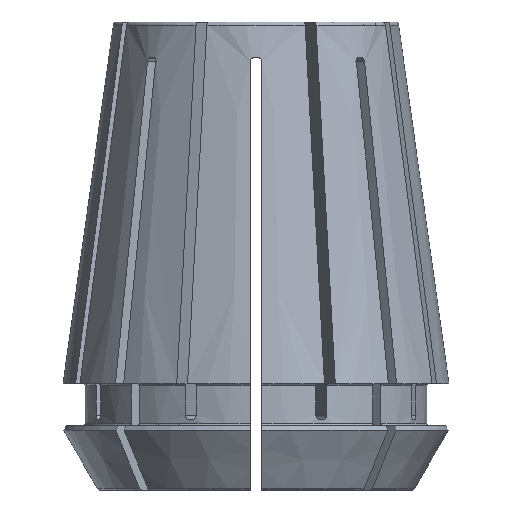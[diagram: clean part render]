
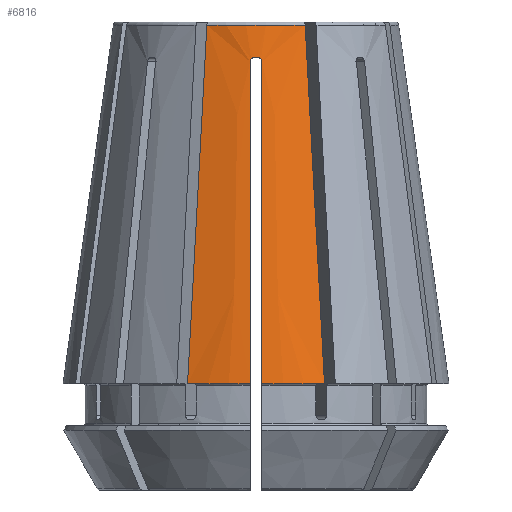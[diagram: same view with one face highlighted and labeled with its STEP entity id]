
A CAD part, front view. The second image highlights one B-rep face of the part: STEP entity #6816.
In plain terms, the highlighted conical face has half-angle 8 degrees and reference radius 16.5 mm.
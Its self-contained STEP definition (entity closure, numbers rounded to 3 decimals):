
#34=CARTESIAN_POINT('',(4.2,-11.447,39.942));
#35=VERTEX_POINT('',#34);
#52=CARTESIAN_POINT('',(-4.2,-11.447,39.942));
#53=VERTEX_POINT('',#52);
#61=CARTESIAN_POINT('',(0.,0.,39.942));
#62=DIRECTION('',(0.,0.,1.));
#63=DIRECTION('',(1.,0.,-0.));
#64=AXIS2_PLACEMENT_3D('',#61,#62,#63);
#65=CIRCLE('',#64,12.194);
#66=EDGE_CURVE('',#53,#35,#65,.T.);
#164=CARTESIAN_POINT('',(5.849,-15.428,9.3));
#165=VERTEX_POINT('',#164);
#172=CARTESIAN_POINT('',(0.5,-16.492,9.3));
#173=VERTEX_POINT('',#172);
#174=CARTESIAN_POINT('',(0.,0.,9.3));
#175=DIRECTION('',(0.,0.,1.));
#176=DIRECTION('',(1.,0.,-0.));
#177=AXIS2_PLACEMENT_3D('',#174,#175,#176);
#178=CIRCLE('',#177,16.5);
#179=EDGE_CURVE('',#173,#165,#178,.T.);
#3583=CARTESIAN_POINT('',(-0.5,-16.492,9.3));
#3584=VERTEX_POINT('',#3583);
#3591=CARTESIAN_POINT('',(-5.849,-15.428,9.3));
#3592=VERTEX_POINT('',#3591);
#3593=CARTESIAN_POINT('',(0.,0.,9.3));
#3594=DIRECTION('',(0.,0.,1.));
#3595=DIRECTION('',(1.,0.,-0.));
#3596=AXIS2_PLACEMENT_3D('',#3593,#3594,#3595);
#3597=CIRCLE('',#3596,16.5);
#3598=EDGE_CURVE('',#3592,#3584,#3597,.T.);
#4472=CARTESIAN_POINT('',(0.1,-12.579,37.2));
#4473=VERTEX_POINT('',#4472);
#4480=CARTESIAN_POINT('',(-0.1,-12.579,37.2));
#4481=VERTEX_POINT('',#4480);
#4482=CARTESIAN_POINT('',(0.,0.,37.2));
#4483=DIRECTION('',(0.,0.,-1.));
#4484=DIRECTION('',(-1.,0.,0.));
#4485=AXIS2_PLACEMENT_3D('',#4482,#4483,#4484);
#4486=CIRCLE('',#4485,12.579);
#4487=EDGE_CURVE('',#4473,#4481,#4486,.T.);
#4513=CARTESIAN_POINT('',(-0.5,-12.625,36.8));
#4514=VERTEX_POINT('',#4513);
#4521=CARTESIAN_POINT('',(-0.5,-12.625,36.8));
#4522=CARTESIAN_POINT('',(-0.5,-12.766,35.802));
#4523=CARTESIAN_POINT('',(-0.5,-12.906,34.805));
#4524=CARTESIAN_POINT('',(-0.5,-13.046,33.807));
#4525=CARTESIAN_POINT('',(-0.5,-14.11,26.241));
#4526=CARTESIAN_POINT('',(-0.5,-15.174,18.675));
#4527=CARTESIAN_POINT('',(-0.5,-16.238,11.109));
#4528=CARTESIAN_POINT('',(-0.5,-16.323,10.506));
#4529=CARTESIAN_POINT('',(-0.5,-16.408,9.903));
#4530=CARTESIAN_POINT('',(-0.5,-16.492,9.3));
#4531=B_SPLINE_CURVE_WITH_KNOTS('',3,(#4521,#4522,#4523,#4524,#4525,#4526,#4527,#4528,#4529,#4530),.UNSPECIFIED.,.F.,.F.,(4,3,3,4),(0.02,0.023,0.046,0.048),.UNSPECIFIED.);
#4532=EDGE_CURVE('',#4514,#3584,#4531,.T.);
#5196=CARTESIAN_POINT('',(4.2,-11.447,39.942));
#5197=CARTESIAN_POINT('',(4.581,-12.366,32.875));
#5198=CARTESIAN_POINT('',(4.961,-13.284,25.809));
#5199=CARTESIAN_POINT('',(5.341,-14.202,18.743));
#5200=CARTESIAN_POINT('',(5.511,-14.611,15.595));
#5201=CARTESIAN_POINT('',(5.68,-15.019,12.448));
#5202=CARTESIAN_POINT('',(5.849,-15.428,9.3));
#5203=B_SPLINE_CURVE_WITH_KNOTS('',3,(#5196,#5197,#5198,#5199,#5200,#5201,#5202),.UNSPECIFIED.,.F.,.F.,(4,3,4),(0.,0.021,0.031),.UNSPECIFIED.);
#5204=EDGE_CURVE('',#35,#165,#5203,.T.);
#5216=CARTESIAN_POINT('',(0.5,-12.625,36.8));
#5217=VERTEX_POINT('',#5216);
#5218=CARTESIAN_POINT('',(0.1,-12.579,37.2));
#5219=CARTESIAN_POINT('',(0.312,-12.577,37.2));
#5220=CARTESIAN_POINT('',(0.5,-12.596,37.01));
#5221=CARTESIAN_POINT('',(0.5,-12.625,36.8));
#5222=B_SPLINE_CURVE_WITH_KNOTS('',3,(#5218,#5219,#5220,#5221),.UNSPECIFIED.,.F.,.F.,(4,4),(0.,0.001),.UNSPECIFIED.);
#5223=EDGE_CURVE('',#4473,#5217,#5222,.T.);
#5814=CARTESIAN_POINT('',(-0.5,-12.625,36.8));
#5815=CARTESIAN_POINT('',(-0.5,-12.596,37.01));
#5816=CARTESIAN_POINT('',(-0.312,-12.577,37.2));
#5817=CARTESIAN_POINT('',(-0.1,-12.579,37.2));
#5818=B_SPLINE_CURVE_WITH_KNOTS('',3,(#5814,#5815,#5816,#5817),.UNSPECIFIED.,.F.,.F.,(4,4),(0.,0.001),.UNSPECIFIED.);
#5819=EDGE_CURVE('',#4514,#4481,#5818,.T.);
#6778=CARTESIAN_POINT('',(0.,0.,9.3));
#6779=DIRECTION('',(0.,0.,-1.));
#6780=DIRECTION('',(-1.,0.,0.));
#6781=AXIS2_PLACEMENT_3D('',#6778,#6779,#6780);
#6782=CONICAL_SURFACE('',#6781,16.5,8.);
#6783=ORIENTED_EDGE('',*,*,#5204,.F.);
#6784=ORIENTED_EDGE('',*,*,#66,.F.);
#6785=CARTESIAN_POINT('',(-4.2,-11.447,39.942));
#6786=CARTESIAN_POINT('',(-4.581,-12.366,32.875));
#6787=CARTESIAN_POINT('',(-4.961,-13.284,25.809));
#6788=CARTESIAN_POINT('',(-5.341,-14.202,18.743));
#6789=CARTESIAN_POINT('',(-5.511,-14.611,15.595));
#6790=CARTESIAN_POINT('',(-5.68,-15.019,12.448));
#6791=CARTESIAN_POINT('',(-5.849,-15.428,9.3));
#6792=B_SPLINE_CURVE_WITH_KNOTS('',3,(#6785,#6786,#6787,#6788,#6789,#6790,#6791),.UNSPECIFIED.,.F.,.F.,(4,3,4),(0.,0.021,0.031),.UNSPECIFIED.);
#6793=EDGE_CURVE('',#53,#3592,#6792,.T.);
#6794=ORIENTED_EDGE('',*,*,#6793,.T.);
#6795=ORIENTED_EDGE('',*,*,#3598,.T.);
#6796=ORIENTED_EDGE('',*,*,#4532,.F.);
#6797=ORIENTED_EDGE('',*,*,#5819,.T.);
#6798=ORIENTED_EDGE('',*,*,#4487,.F.);
#6799=ORIENTED_EDGE('',*,*,#5223,.T.);
#6800=CARTESIAN_POINT('',(0.5,-12.625,36.8));
#6801=CARTESIAN_POINT('',(0.5,-12.766,35.802));
#6802=CARTESIAN_POINT('',(0.5,-12.906,34.805));
#6803=CARTESIAN_POINT('',(0.5,-13.046,33.807));
#6804=CARTESIAN_POINT('',(0.5,-14.11,26.241));
#6805=CARTESIAN_POINT('',(0.5,-15.174,18.675));
#6806=CARTESIAN_POINT('',(0.5,-16.238,11.109));
#6807=CARTESIAN_POINT('',(0.5,-16.323,10.506));
#6808=CARTESIAN_POINT('',(0.5,-16.408,9.903));
#6809=CARTESIAN_POINT('',(0.5,-16.492,9.3));
#6810=B_SPLINE_CURVE_WITH_KNOTS('',3,(#6800,#6801,#6802,#6803,#6804,#6805,#6806,#6807,#6808,#6809),.UNSPECIFIED.,.F.,.F.,(4,3,3,4),(0.02,0.023,0.046,0.048),.UNSPECIFIED.);
#6811=EDGE_CURVE('',#5217,#173,#6810,.T.);
#6812=ORIENTED_EDGE('',*,*,#6811,.T.);
#6813=ORIENTED_EDGE('',*,*,#179,.T.);
#6814=EDGE_LOOP('',(#6783,#6784,#6794,#6795,#6796,#6797,#6798,#6799,#6812,#6813));
#6815=FACE_BOUND('',#6814,.T.);
#6816=ADVANCED_FACE('',(#6815),#6782,.T.);
